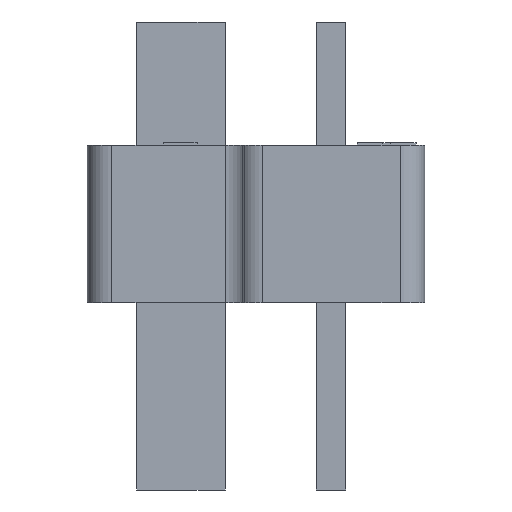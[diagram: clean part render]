
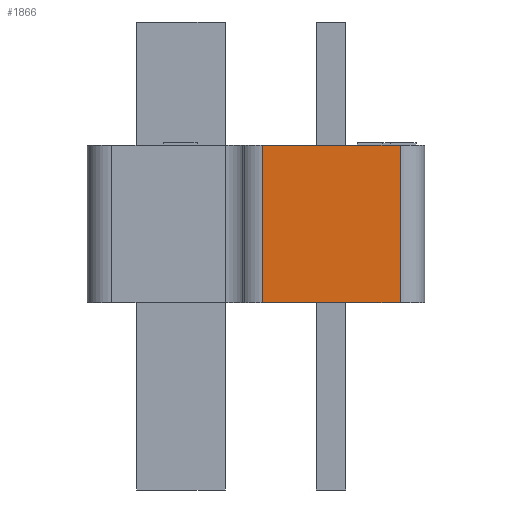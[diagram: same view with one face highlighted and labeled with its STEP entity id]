
A CAD part, front view. The second image highlights one B-rep face of the part: STEP entity #1866.
In plain terms, the highlighted planar face has unit normal (0, -1, 0).
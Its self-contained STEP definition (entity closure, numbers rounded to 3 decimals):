
#239 = ORIENTED_EDGE ( 'NONE', *, *, #1338, .T. ) ;
#240 = ORIENTED_EDGE ( 'NONE', *, *, #1351, .F. ) ;
#250 = ORIENTED_EDGE ( 'NONE', *, *, #1360, .T. ) ;
#261 = ORIENTED_EDGE ( 'NONE', *, *, #1368, .T. ) ;
#396 = DIRECTION ( 'NONE',  ( 0., 0., 1. ) ) ;
#399 = CARTESIAN_POINT ( 'NONE',  ( -1., -3.875, 6.4 ) ) ;
#523 = CARTESIAN_POINT ( 'NONE',  ( 0., -3.875, 6.4 ) ) ;
#526 = DIRECTION ( 'NONE',  ( -1., 0., 0. ) ) ;
#529 = DIRECTION ( 'NONE',  ( 0., 1., 0. ) ) ;
#533 = PLANE ( 'NONE',  #1616 ) ;
#628 = VERTEX_POINT ( 'NONE', #751 ) ;
#639 = VERTEX_POINT ( 'NONE', #724 ) ;
#646 = VERTEX_POINT ( 'NONE', #778 ) ;
#649 = VERTEX_POINT ( 'NONE', #784 ) ;
#724 = CARTESIAN_POINT ( 'NONE',  ( -6.591, -3.875, 0. ) ) ;
#751 = CARTESIAN_POINT ( 'NONE',  ( -1., -3.875, 6.4 ) ) ;
#778 = CARTESIAN_POINT ( 'NONE',  ( -1., -3.875, 0. ) ) ;
#784 = CARTESIAN_POINT ( 'NONE',  ( -6.591, -3.875, 6.4 ) ) ;
#894 = CARTESIAN_POINT ( 'NONE',  ( -6.591, -3.875, 6.4 ) ) ;
#898 = DIRECTION ( 'NONE',  ( 0., 0., -1. ) ) ;
#936 = CARTESIAN_POINT ( 'NONE',  ( 0., -3.875, 0. ) ) ;
#960 = CARTESIAN_POINT ( 'NONE',  ( 0., -3.875, 6.4 ) ) ;
#962 = DIRECTION ( 'NONE',  ( 1., 0., 0. ) ) ;
#977 = DIRECTION ( 'NONE',  ( 1., 0., 0. ) ) ;
#1003 = FACE_OUTER_BOUND ( 'NONE', #1508, .T. ) ;
#1075 = LINE ( 'NONE', #894, #1084 ) ;
#1084 = VECTOR ( 'NONE', #898, 1000. ) ;
#1112 = LINE ( 'NONE', #960, #1113 ) ;
#1113 = VECTOR ( 'NONE', #962, 1000. ) ;
#1338 = EDGE_CURVE ( 'NONE', #649, #639, #1075, .T. ) ;
#1351 = EDGE_CURVE ( 'NONE', #649, #628, #1112, .T. ) ;
#1360 = EDGE_CURVE ( 'NONE', #639, #646, #1422, .T. ) ;
#1368 = EDGE_CURVE ( 'NONE', #646, #628, #1953, .T. ) ;
#1422 = LINE ( 'NONE', #936, #1423 ) ;
#1423 = VECTOR ( 'NONE', #977, 1000. ) ;
#1508 = EDGE_LOOP ( 'NONE', ( #240, #239, #250, #261 ) ) ;
#1616 = AXIS2_PLACEMENT_3D ( 'NONE', #523, #529, #526 ) ;
#1866 = ADVANCED_FACE ( 'NONE', ( #1003 ), #533, .F. ) ;
#1953 = LINE ( 'NONE', #399, #1954 ) ;
#1954 = VECTOR ( 'NONE', #396, 1000. ) ;
